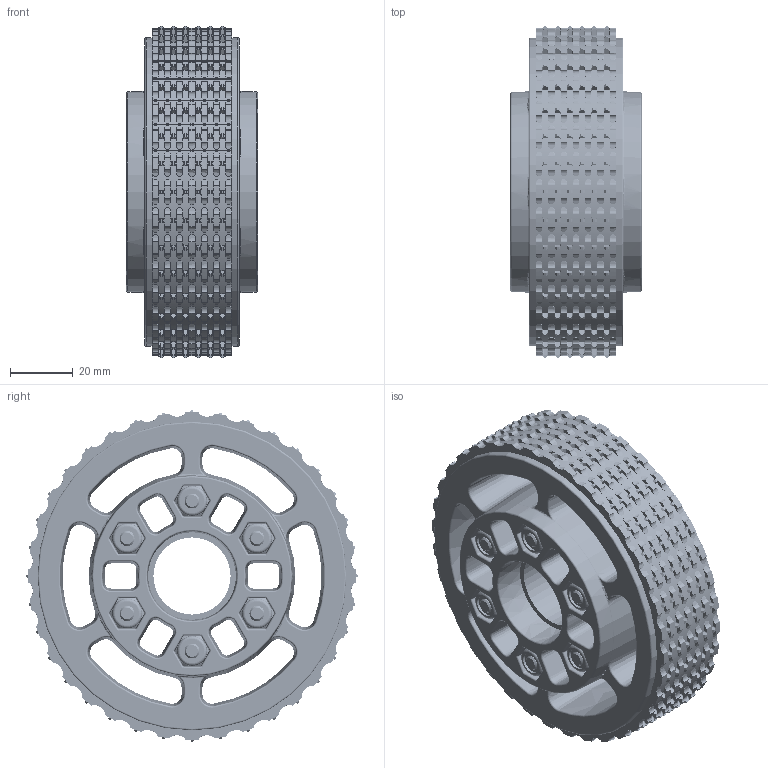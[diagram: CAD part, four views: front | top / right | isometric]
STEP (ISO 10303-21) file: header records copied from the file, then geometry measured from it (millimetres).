
FILE_DESCRIPTION (( 'STEP AP203' ), '1' );
FILE_NAME ('am-3315 4IN Plaction Wheel with Nitrile Tread.STEP', '2021-06-07T13:58:57', ( '' ), ( '' ), 'SwSTEP 2.0', 'SolidWorks 2019', '' );
FILE_SCHEMA (( 'CONFIG_CONTROL_DESIGN' ));
Length unit declared in the file: inch
Products named in the file (5): 4 Modular Half; 4 Nitrile Tread; SHCS 10-32 x 1.375; 10-32 Nylock Nut; am-3315 4IN Plaction Wheel with Nitrile Tread
Assembly tree (15 placements, depth 2):
  am-3315 4IN Plaction Wheel with Nitrile Tread
    4 Modular Half  x2
    SHCS 10-32 x 1.375  x6
    10-32 Nylock Nut  x6
    4 Nitrile Tread
Bounding box: 41.66 x 105.19 x 105.19 mm (x, y, z)
Volume: 166624.6 mm3; surface area: 91030 mm2
Topology: 15 solids, 15 shells, 6759 faces, 19189 edges, 12498 vertices
Faces by surface type: plane 3116, cylinder 1734, bspline 855, cone 692, torus 290, sphere 72
Entity records: 204509 total; most frequent: CARTESIAN_POINT 60738, ORIENTED_EDGE 34558, DIRECTION 25275, EDGE_CURVE 17279, VERTEX_POINT 11387, AXIS2_PLACEMENT_3D 8820, VECTOR 7635, LINE 7635
